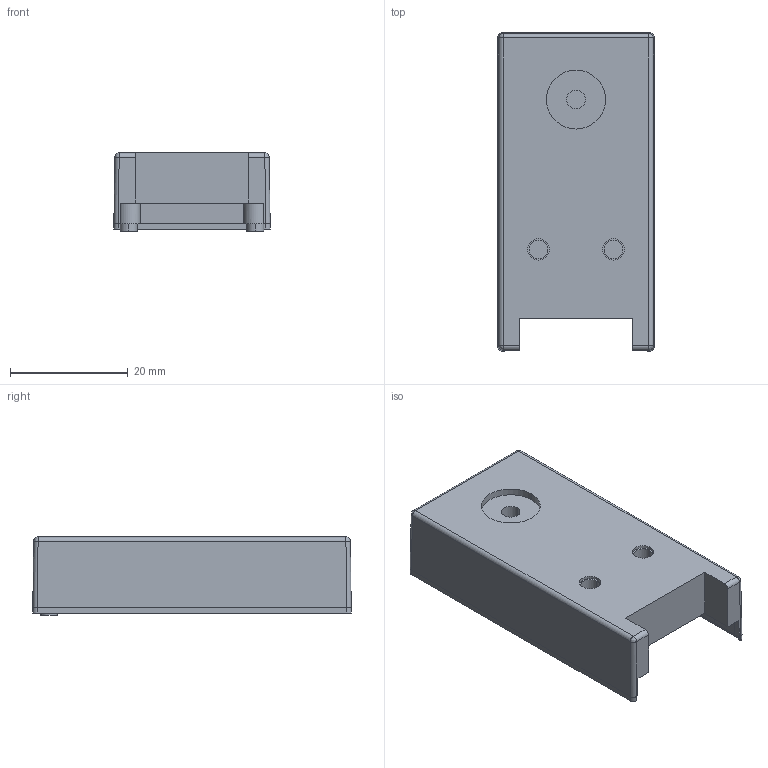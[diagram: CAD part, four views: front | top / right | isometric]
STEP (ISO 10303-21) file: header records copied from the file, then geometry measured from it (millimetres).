
FILE_DESCRIPTION (( 'STEP AP214' ), '1' );
FILE_NAME ('BottomShell.STEP', '2016-10-19T23:49:02', ( '' ), ( '' ), 'SwSTEP 2.0', 'SolidWorks 2016', '' );
FILE_SCHEMA (( 'AUTOMOTIVE_DESIGN' ));
Length unit declared in the file: millimetre
Products named in the file (1): BottomShell
Bounding box: 26.5 x 54 x 13.25 mm (x, y, z)
Volume: 4271.7 mm3; surface area: 7797.4 mm2
Topology: 1 solids, 1 shells, 177 faces, 452 edges, 288 vertices
Faces by surface type: plane 98, cylinder 75, bspline 4
Entity records: 5396 total; most frequent: CARTESIAN_POINT 1034, DIRECTION 914, ORIENTED_EDGE 896, EDGE_CURVE 448, AXIS2_PLACEMENT_3D 312, LINE 290, VECTOR 290, VERTEX_POINT 288
